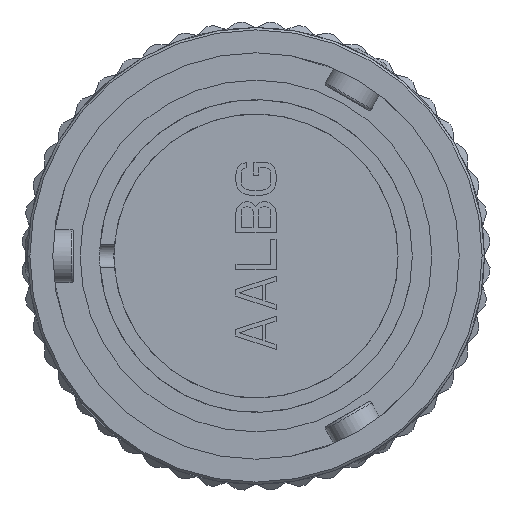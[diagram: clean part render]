
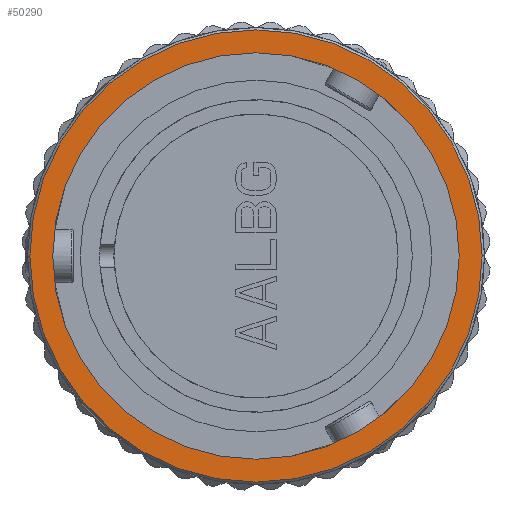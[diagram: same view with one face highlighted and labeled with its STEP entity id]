
A CAD part, left-side view. The second image highlights one B-rep face of the part: STEP entity #50290.
In plain terms, the highlighted planar face has unit normal (-1, 0, 0).
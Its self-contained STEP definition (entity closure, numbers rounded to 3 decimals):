
#3418=CARTESIAN_POINT('',(6.15,0.,0.));
#3419=DIRECTION('',(1.,0.,0.));
#3420=DIRECTION('',(0.,1.,0.));
#3421=AXIS2_PLACEMENT_3D('',#3418,#3419,#3420);
#3423=CARTESIAN_POINT('',(6.15,0.,0.));
#3424=DIRECTION('',(-1.,0.,0.));
#3425=DIRECTION('',(0.,1.,0.));
#3426=AXIS2_PLACEMENT_3D('',#3423,#3424,#3425);
#3428=CARTESIAN_POINT('',(6.15,0.,0.));
#3429=DIRECTION('',(1.,0.,0.));
#3430=DIRECTION('',(0.,1.,0.));
#3431=AXIS2_PLACEMENT_3D('',#3428,#3429,#3430);
#3433=CARTESIAN_POINT('',(6.15,0.,0.));
#3434=DIRECTION('',(-1.,0.,0.));
#3435=DIRECTION('',(0.,1.,0.));
#3436=AXIS2_PLACEMENT_3D('',#3433,#3434,#3435);
#43575=CARTESIAN_POINT('',(6.15,17.26,-0.001));
#43576=CARTESIAN_POINT('',(6.15,-17.26,0.001));
#43577=VERTEX_POINT('',#43575);
#43578=VERTEX_POINT('',#43576);
#44076=CARTESIAN_POINT('',(6.15,19.205,-0.002));
#44077=VERTEX_POINT('',#44076);
#44078=CARTESIAN_POINT('',(6.15,-19.205,0.002));
#44079=VERTEX_POINT('',#44078);
#50275=CARTESIAN_POINT('',(6.15,0.,0.));
#50276=DIRECTION('',(-1.,0.,0.));
#50277=DIRECTION('',(0.,-1.,0.));
#50278=AXIS2_PLACEMENT_3D('',#50275,#50276,#50277);
#50279=PLANE('916',#50278);
#50280=ORIENTED_EDGE('10699',*,*,#50261,.F.);
#50281=ORIENTED_EDGE('10701',*,*,#50243,.T.);
#50282=EDGE_LOOP('916',(#50280,#50281));
#50283=FACE_OUTER_BOUND('916',#50282,.F.);
#50285=ORIENTED_EDGE('10333',*,*,#50284,.F.);
#50287=ORIENTED_EDGE('10331',*,*,#50286,.T.);
#50288=EDGE_LOOP('916',(#50285,#50287));
#50289=FACE_BOUND('916',#50288,.F.);
#3422=CIRCLE('10701',#3421,19.205);
#3427=CIRCLE('10699',#3426,19.205);
#3432=CIRCLE('10333',#3431,17.26);
#3437=CIRCLE('10331',#3436,17.26);
#50243=EDGE_CURVE('10701',#44077,#44079,#3422,.T.);
#50261=EDGE_CURVE('10699',#44077,#44079,#3427,.T.);
#50284=EDGE_CURVE('10333',#43577,#43578,#3432,.T.);
#50286=EDGE_CURVE('10331',#43577,#43578,#3437,.T.);
#50290=ADVANCED_FACE('916',(#50283,#50289),#50279,.T.);
